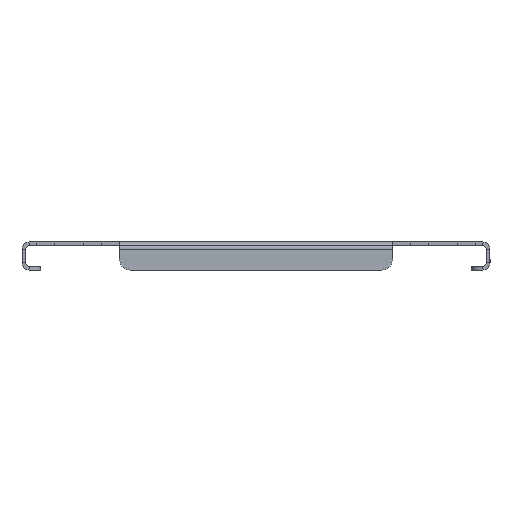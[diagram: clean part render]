
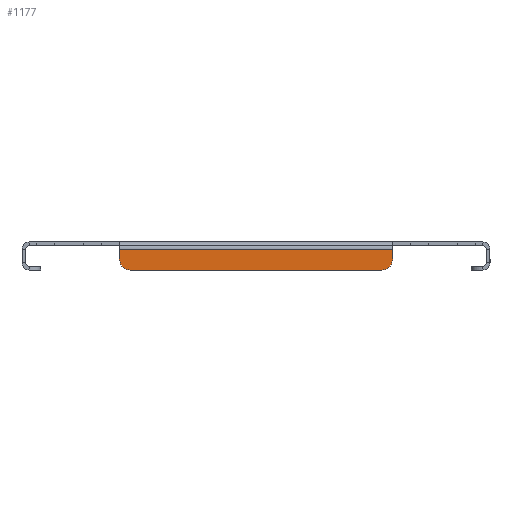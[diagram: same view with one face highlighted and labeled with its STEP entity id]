
A CAD part, left-side view. The second image highlights one B-rep face of the part: STEP entity #1177.
In plain terms, the highlighted planar face has unit normal (-1, 0, 0).
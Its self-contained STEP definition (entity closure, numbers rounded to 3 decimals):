
#40 = AXIS2_PLACEMENT_3D ( 'NONE', #272, #1897, #1465 ) ;
#142 = CARTESIAN_POINT ( 'NONE',  ( -549.5, 73., -4. ) ) ;
#272 = CARTESIAN_POINT ( 'NONE',  ( -549.5, 67., -9. ) ) ;
#327 = VECTOR ( 'NONE', #1401, 1000. ) ;
#335 = EDGE_CURVE ( 'NONE', #2341, #2475, #657, .T. ) ;
#353 = ORIENTED_EDGE ( 'NONE', *, *, #2411, .F. ) ;
#404 = DIRECTION ( 'NONE',  ( -1., 0., 0. ) ) ;
#469 = CARTESIAN_POINT ( 'NONE',  ( -549.5, -73., -9. ) ) ;
#479 = EDGE_CURVE ( 'NONE', #1286, #2729, #2150, .T. ) ;
#483 = CARTESIAN_POINT ( 'NONE',  ( -549.5, 67., -15. ) ) ;
#527 = EDGE_LOOP ( 'NONE', ( #353, #2593, #2688, #2875, #2181, #541 ) ) ;
#541 = ORIENTED_EDGE ( 'NONE', *, *, #479, .T. ) ;
#581 = AXIS2_PLACEMENT_3D ( 'NONE', #2003, #404, #1055 ) ;
#616 = VECTOR ( 'NONE', #1178, 1000. ) ;
#646 = PLANE ( 'NONE',  #1383 ) ;
#657 = LINE ( 'NONE', #2517, #2781 ) ;
#686 = DIRECTION ( 'NONE',  ( 0., -1., 0. ) ) ;
#720 = CARTESIAN_POINT ( 'NONE',  ( -549.5, 73., -15. ) ) ;
#995 = CARTESIAN_POINT ( 'NONE',  ( -549.5, -73., -4. ) ) ;
#1055 = DIRECTION ( 'NONE',  ( 0., 0., -1. ) ) ;
#1118 = FACE_OUTER_BOUND ( 'NONE', #527, .T. ) ;
#1177 = ADVANCED_FACE ( 'NONE', ( #1118 ), #646, .F. ) ;
#1178 = DIRECTION ( 'NONE',  ( 0., 0., 1. ) ) ;
#1286 = VERTEX_POINT ( 'NONE', #1390 ) ;
#1310 = CARTESIAN_POINT ( 'NONE',  ( -549.5, 0., 0. ) ) ;
#1323 = LINE ( 'NONE', #2246, #616 ) ;
#1383 = AXIS2_PLACEMENT_3D ( 'NONE', #1310, #1796, #2039 ) ;
#1390 = CARTESIAN_POINT ( 'NONE',  ( -549.5, 73., -9. ) ) ;
#1401 = DIRECTION ( 'NONE',  ( 0., 1., 0. ) ) ;
#1421 = DIRECTION ( 'NONE',  ( 0., 0., -1. ) ) ;
#1465 = DIRECTION ( 'NONE',  ( 0., 0., -1. ) ) ;
#1475 = VECTOR ( 'NONE', #1421, 1000. ) ;
#1697 = VERTEX_POINT ( 'NONE', #2307 ) ;
#1708 = VERTEX_POINT ( 'NONE', #469 ) ;
#1796 = DIRECTION ( 'NONE',  ( 1., 0., 0. ) ) ;
#1897 = DIRECTION ( 'NONE',  ( -1., 0., 0. ) ) ;
#2003 = CARTESIAN_POINT ( 'NONE',  ( -549.5, -67., -9. ) ) ;
#2016 = CIRCLE ( 'NONE', #581, 6. ) ;
#2039 = DIRECTION ( 'NONE',  ( 0., 0., -1. ) ) ;
#2071 = CARTESIAN_POINT ( 'NONE',  ( -549.5, -125., -15. ) ) ;
#2119 = EDGE_CURVE ( 'NONE', #1708, #2475, #1323, .T. ) ;
#2150 = CIRCLE ( 'NONE', #40, 6. ) ;
#2181 = ORIENTED_EDGE ( 'NONE', *, *, #2873, .T. ) ;
#2246 = CARTESIAN_POINT ( 'NONE',  ( -549.5, -73., -15. ) ) ;
#2307 = CARTESIAN_POINT ( 'NONE',  ( -549.5, -67., -15. ) ) ;
#2326 = LINE ( 'NONE', #720, #1475 ) ;
#2341 = VERTEX_POINT ( 'NONE', #142 ) ;
#2353 = EDGE_CURVE ( 'NONE', #1697, #1708, #2016, .T. ) ;
#2411 = EDGE_CURVE ( 'NONE', #1697, #2729, #2764, .T. ) ;
#2475 = VERTEX_POINT ( 'NONE', #995 ) ;
#2517 = CARTESIAN_POINT ( 'NONE',  ( -549.5, -125., -4. ) ) ;
#2593 = ORIENTED_EDGE ( 'NONE', *, *, #2353, .T. ) ;
#2688 = ORIENTED_EDGE ( 'NONE', *, *, #2119, .T. ) ;
#2729 = VERTEX_POINT ( 'NONE', #483 ) ;
#2764 = LINE ( 'NONE', #2071, #327 ) ;
#2781 = VECTOR ( 'NONE', #686, 1000. ) ;
#2873 = EDGE_CURVE ( 'NONE', #2341, #1286, #2326, .T. ) ;
#2875 = ORIENTED_EDGE ( 'NONE', *, *, #335, .F. ) ;
